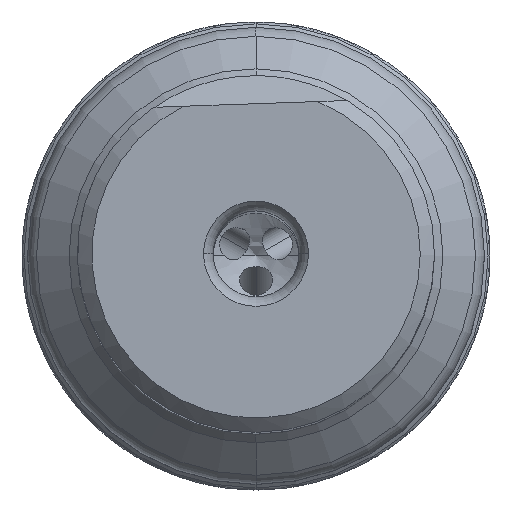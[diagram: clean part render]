
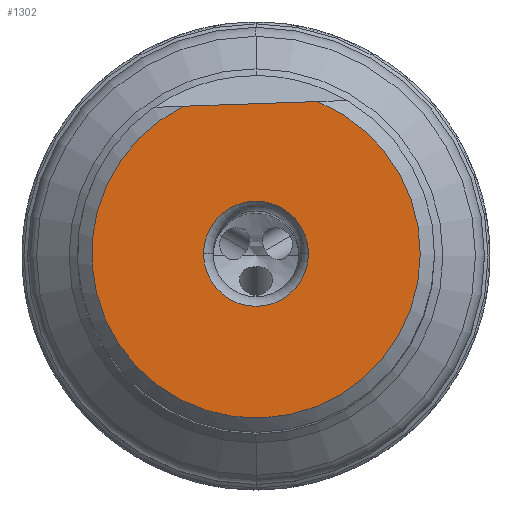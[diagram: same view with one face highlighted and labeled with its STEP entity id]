
A CAD part, top view. The second image highlights one B-rep face of the part: STEP entity #1302.
In plain terms, the highlighted face is planar.
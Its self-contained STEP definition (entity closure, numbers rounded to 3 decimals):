
#43=DIRECTION('',(-0.999,0.035,0.));
#44=VECTOR('',#43,9.381);
#45=CARTESIAN_POINT('',(5.054,10.33,0.));
#46=LINE('',#45,#44);
#50=CARTESIAN_POINT('',(0.,0.,0.));
#51=DIRECTION('',(0.,0.,-1.));
#52=DIRECTION('',(1.,0.,0.));
#53=AXIS2_PLACEMENT_3D('',#50,#51,#52);
#58=CARTESIAN_POINT('',(0.,0.,0.));
#59=DIRECTION('',(0.,0.,-1.));
#60=DIRECTION('',(-1.,0.,0.));
#61=AXIS2_PLACEMENT_3D('',#58,#59,#60);
#66=CARTESIAN_POINT('',(0.,0.,0.));
#67=DIRECTION('',(0.,0.,-1.));
#68=DIRECTION('',(0.44,0.898,0.));
#69=AXIS2_PLACEMENT_3D('',#66,#67,#68);
#116=CARTESIAN_POINT('',(-4.321,10.657,0.));
#121=CARTESIAN_POINT('',(5.054,10.33,0.));
#1171=VERTEX_POINT('',#121);
#1172=VERTEX_POINT('',#116);
#1275=CARTESIAN_POINT('',(3.677,0.,0.));
#1276=CARTESIAN_POINT('',(-3.677,0.,0.));
#1277=VERTEX_POINT('',#1275);
#1278=VERTEX_POINT('',#1276);
#1285=CARTESIAN_POINT('',(0.,0.,0.));
#1286=DIRECTION('',(0.,0.,-1.));
#1287=DIRECTION('',(0.,-1.,0.));
#1288=AXIS2_PLACEMENT_3D('',#1285,#1286,#1287);
#1289=PLANE('',#1288);
#1291=ORIENTED_EDGE('',*,*,#1290,.F.);
#1293=ORIENTED_EDGE('',*,*,#1292,.T.);
#1294=EDGE_LOOP('',(#1291,#1293));
#1295=FACE_OUTER_BOUND('',#1294,.F.);
#1297=ORIENTED_EDGE('',*,*,#1296,.T.);
#1299=ORIENTED_EDGE('',*,*,#1298,.T.);
#1300=EDGE_LOOP('',(#1297,#1299));
#1301=FACE_BOUND('',#1300,.F.);
#54=CIRCLE('',#53,3.677);
#62=CIRCLE('',#61,3.677);
#70=CIRCLE('',#69,11.5);
#1290=EDGE_CURVE('',#1171,#1172,#70,.T.);
#1292=EDGE_CURVE('',#1171,#1172,#46,.T.);
#1296=EDGE_CURVE('',#1277,#1278,#54,.T.);
#1298=EDGE_CURVE('',#1278,#1277,#62,.T.);
#1302=ADVANCED_FACE('',(#1295,#1301),#1289,.T.);
